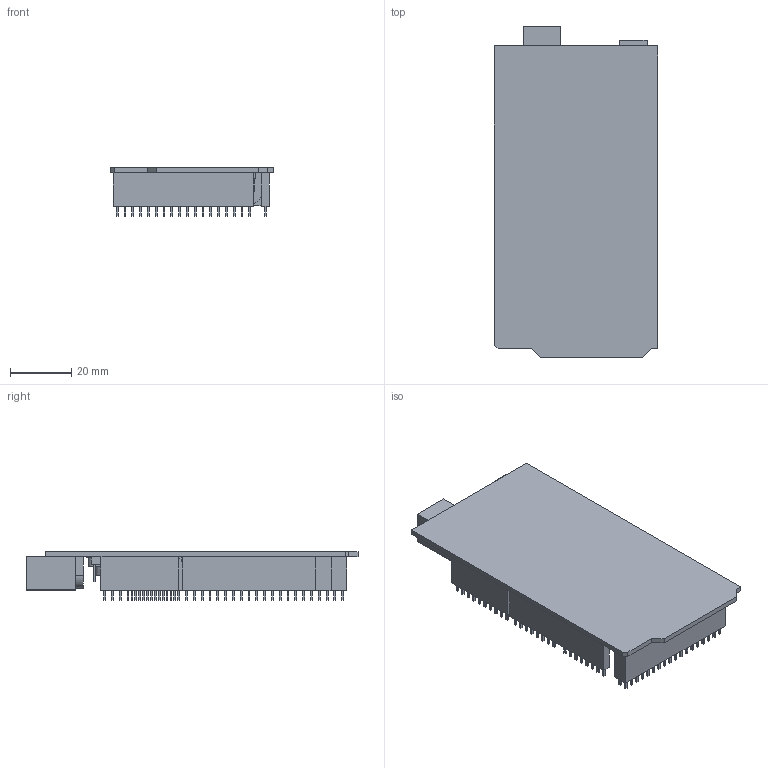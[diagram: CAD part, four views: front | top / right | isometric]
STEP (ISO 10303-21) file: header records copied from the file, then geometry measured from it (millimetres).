
FILE_DESCRIPTION(/* description */ (''),/* implementation_level */ '2;1');
FILE_NAME(/* name */ 'ARDUINO-MEGA-2560 v10.step',/* time_stamp */ '2022-07-01T14:23:11-07:00',/* author */ (''),/* organization */ (''),/* preprocessor_version */ 'ST-DEVELOPER v19',/* originating_system */ 'Autodesk Translation Framework v11.7.0.108',/* authorisation */ '');
FILE_SCHEMA (('AUTOMOTIVE_DESIGN { 1 0 10303 214 3 1 1 }'));
Length unit declared in the file: millimetre
Products named in the file (1): ARDUINO-MEGA-2560
Bounding box: 53.25 x 108.01 x 15.85 mm (x, y, z)
Volume: 18868.9 mm3; surface area: 21934.7 mm2
Topology: 130 solids, 130 shells, 803 faces, 1617 edges, 1078 vertices
Faces by surface type: plane 784, cylinder 18, bspline 1
Full cylindrical faces by diameter (mm): 1 x1, 1.75 x1, 3 x1, 6.2 x4
Entity records: 20435 total; most frequent: CARTESIAN_POINT 3525, DIRECTION 3262, ORIENTED_EDGE 3234, EDGE_CURVE 1617, LINE 1578, VECTOR 1578, VERTEX_POINT 1078, AXIS2_PLACEMENT_3D 842
